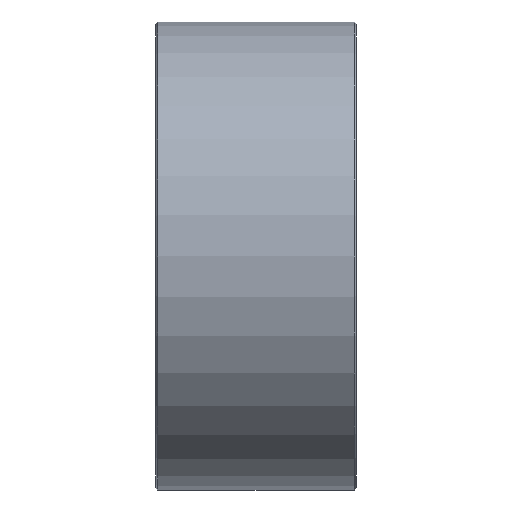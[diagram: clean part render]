
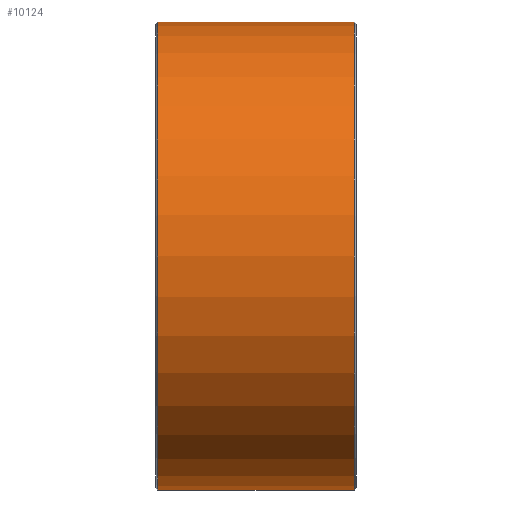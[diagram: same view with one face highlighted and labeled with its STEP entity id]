
A CAD part, front view. The second image highlights one B-rep face of the part: STEP entity #10124.
In plain terms, the highlighted cylindrical face has radius 3.5 mm (diameter 7 mm), a partial arc.
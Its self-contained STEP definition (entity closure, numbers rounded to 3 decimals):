
#158 = CARTESIAN_POINT ( 'NONE',  ( -1.469, 0., 0. ) ) ;
#318 = CARTESIAN_POINT ( 'NONE',  ( 1.469, 0., 0. ) ) ;
#356 = CIRCLE ( 'NONE', #7826, 3.5 ) ;
#689 = EDGE_LOOP ( 'NONE', ( #9247, #7200, #8826, #1637 ) ) ;
#877 = LINE ( 'NONE', #2317, #4583 ) ;
#958 = DIRECTION ( 'NONE',  ( 0., 0., -1. ) ) ;
#1111 = DIRECTION ( 'NONE',  ( 0., 0., -1. ) ) ;
#1233 = VECTOR ( 'NONE', #4876, 1000. ) ;
#1573 = VERTEX_POINT ( 'NONE', #8151 ) ;
#1637 = ORIENTED_EDGE ( 'NONE', *, *, #9204, .F. ) ;
#1985 = EDGE_CURVE ( 'NONE', #1573, #2867, #356, .T. ) ;
#2317 = CARTESIAN_POINT ( 'NONE',  ( 1.5, 0., -3.5 ) ) ;
#2322 = CYLINDRICAL_SURFACE ( 'NONE', #2907, 3.5 ) ;
#2424 = CARTESIAN_POINT ( 'NONE',  ( -1.469, 0., -3.5 ) ) ;
#2867 = VERTEX_POINT ( 'NONE', #2424 ) ;
#2907 = AXIS2_PLACEMENT_3D ( 'NONE', #3296, #7252, #7288 ) ;
#3296 = CARTESIAN_POINT ( 'NONE',  ( 1.5, 0., 0. ) ) ;
#3319 = FACE_OUTER_BOUND ( 'NONE', #689, .T. ) ;
#3534 = VERTEX_POINT ( 'NONE', #4970 ) ;
#3585 = LINE ( 'NONE', #5678, #1233 ) ;
#3835 = CIRCLE ( 'NONE', #4750, 3.5 ) ;
#4583 = VECTOR ( 'NONE', #8633, 1000. ) ;
#4750 = AXIS2_PLACEMENT_3D ( 'NONE', #318, #5845, #1111 ) ;
#4876 = DIRECTION ( 'NONE',  ( 1., 0., 0. ) ) ;
#4970 = CARTESIAN_POINT ( 'NONE',  ( 1.469, 0., 3.5 ) ) ;
#5678 = CARTESIAN_POINT ( 'NONE',  ( 1.5, 0., 3.5 ) ) ;
#5696 = DIRECTION ( 'NONE',  ( 1., 0., 0. ) ) ;
#5845 = DIRECTION ( 'NONE',  ( 1., 0., 0. ) ) ;
#6519 = EDGE_CURVE ( 'NONE', #2867, #10184, #877, .T. ) ;
#7200 = ORIENTED_EDGE ( 'NONE', *, *, #1985, .T. ) ;
#7222 = CARTESIAN_POINT ( 'NONE',  ( 1.469, 0., -3.5 ) ) ;
#7252 = DIRECTION ( 'NONE',  ( 1., 0., 0. ) ) ;
#7288 = DIRECTION ( 'NONE',  ( 0., 0., -1. ) ) ;
#7826 = AXIS2_PLACEMENT_3D ( 'NONE', #158, #5696, #958 ) ;
#8151 = CARTESIAN_POINT ( 'NONE',  ( -1.469, 0., 3.5 ) ) ;
#8633 = DIRECTION ( 'NONE',  ( 1., 0., 0. ) ) ;
#8826 = ORIENTED_EDGE ( 'NONE', *, *, #6519, .T. ) ;
#9204 = EDGE_CURVE ( 'NONE', #3534, #10184, #3835, .T. ) ;
#9247 = ORIENTED_EDGE ( 'NONE', *, *, #10097, .F. ) ;
#10097 = EDGE_CURVE ( 'NONE', #1573, #3534, #3585, .T. ) ;
#10124 = ADVANCED_FACE ( 'NONE', ( #3319 ), #2322, .T. ) ;
#10184 = VERTEX_POINT ( 'NONE', #7222 ) ;
